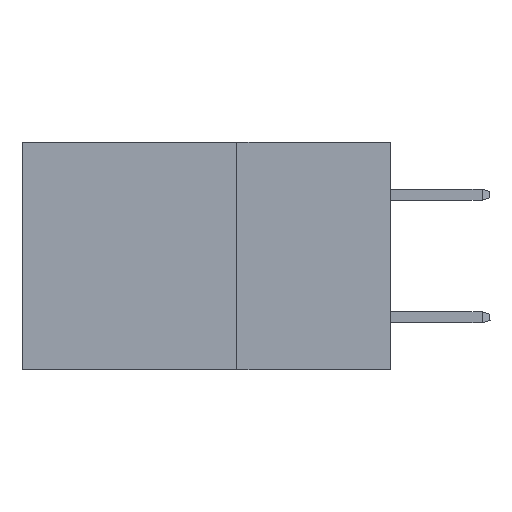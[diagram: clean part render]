
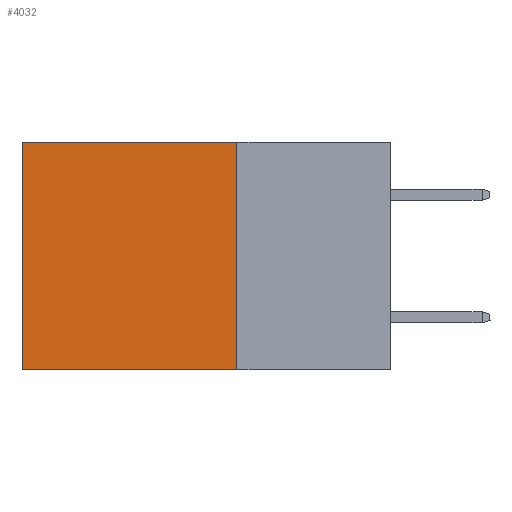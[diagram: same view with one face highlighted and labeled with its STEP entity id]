
A CAD part, left-side view. The second image highlights one B-rep face of the part: STEP entity #4032.
In plain terms, the highlighted planar face has unit normal (-1, 0, 0).
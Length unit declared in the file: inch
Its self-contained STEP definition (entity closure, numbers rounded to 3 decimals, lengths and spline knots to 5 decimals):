
#1365 = ORIENTED_EDGE ( 'NONE', *, *, #15819, .T. ) ;
#1581 = CARTESIAN_POINT ( 'NONE',  ( 0.2875, 0.25, 0. ) ) ;
#1605 = VECTOR ( 'NONE', #9949, 39.37008 ) ;
#2286 = DIRECTION ( 'NONE',  ( 0., 0., -1. ) ) ;
#2545 = LINE ( 'NONE', #10795, #6353 ) ;
#3421 = LINE ( 'NONE', #9964, #4443 ) ;
#4032 = ADVANCED_FACE ( 'NONE', ( #7903 ), #16026, .F. ) ;
#4385 = DIRECTION ( 'NONE',  ( 0., 1., 0. ) ) ;
#4443 = VECTOR ( 'NONE', #5948, 39.37008 ) ;
#4933 = CARTESIAN_POINT ( 'NONE',  ( 0.2875, 0.6, -0.37 ) ) ;
#5044 = VERTEX_POINT ( 'NONE', #8588 ) ;
#5047 = EDGE_LOOP ( 'NONE', ( #1365, #5262, #8165, #8106 ) ) ;
#5262 = ORIENTED_EDGE ( 'NONE', *, *, #11591, .F. ) ;
#5948 = DIRECTION ( 'NONE',  ( 0., 1., 0. ) ) ;
#6353 = VECTOR ( 'NONE', #4385, 39.37008 ) ;
#6702 = CARTESIAN_POINT ( 'NONE',  ( 0.2875, 0.25, -0.37 ) ) ;
#7144 = VERTEX_POINT ( 'NONE', #4933 ) ;
#7295 = VERTEX_POINT ( 'NONE', #1581 ) ;
#7516 = CARTESIAN_POINT ( 'NONE',  ( 0.2875, 0.25, 0. ) ) ;
#7903 = FACE_OUTER_BOUND ( 'NONE', #5047, .T. ) ;
#8106 = ORIENTED_EDGE ( 'NONE', *, *, #16761, .T. ) ;
#8165 = ORIENTED_EDGE ( 'NONE', *, *, #13429, .F. ) ;
#8588 = CARTESIAN_POINT ( 'NONE',  ( 0.2875, 0.6, 0. ) ) ;
#9949 = DIRECTION ( 'NONE',  ( 0., 0., -1. ) ) ;
#9964 = CARTESIAN_POINT ( 'NONE',  ( 0.2875, 0.25, 0. ) ) ;
#10691 = VERTEX_POINT ( 'NONE', #6702 ) ;
#10795 = CARTESIAN_POINT ( 'NONE',  ( 0.2875, 0.25, -0.37 ) ) ;
#11076 = DIRECTION ( 'NONE',  ( 1., 0., 0. ) ) ;
#11357 = CARTESIAN_POINT ( 'NONE',  ( 0.2875, 0.6, 0. ) ) ;
#11591 = EDGE_CURVE ( 'NONE', #10691, #7144, #2545, .T. ) ;
#12423 = VECTOR ( 'NONE', #2286, 39.37008 ) ;
#12676 = AXIS2_PLACEMENT_3D ( 'NONE', #16480, #11076, #13770 ) ;
#13218 = LINE ( 'NONE', #7516, #12423 ) ;
#13429 = EDGE_CURVE ( 'NONE', #7295, #10691, #13218, .T. ) ;
#13770 = DIRECTION ( 'NONE',  ( 0., 0., -1. ) ) ;
#15819 = EDGE_CURVE ( 'NONE', #5044, #7144, #16202, .T. ) ;
#16026 = PLANE ( 'NONE',  #12676 ) ;
#16202 = LINE ( 'NONE', #11357, #1605 ) ;
#16480 = CARTESIAN_POINT ( 'NONE',  ( 0.2875, 0.25, 0. ) ) ;
#16761 = EDGE_CURVE ( 'NONE', #7295, #5044, #3421, .T. ) ;
